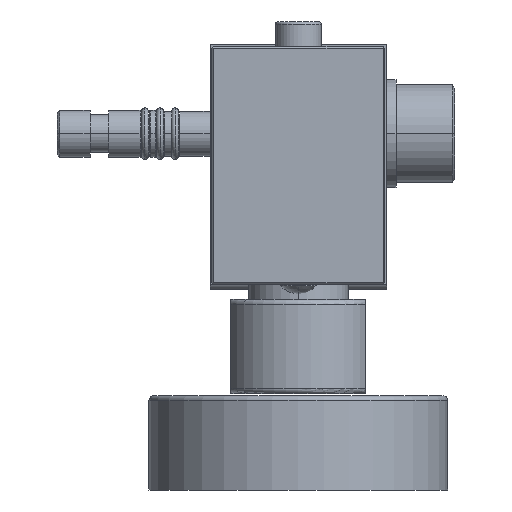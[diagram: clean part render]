
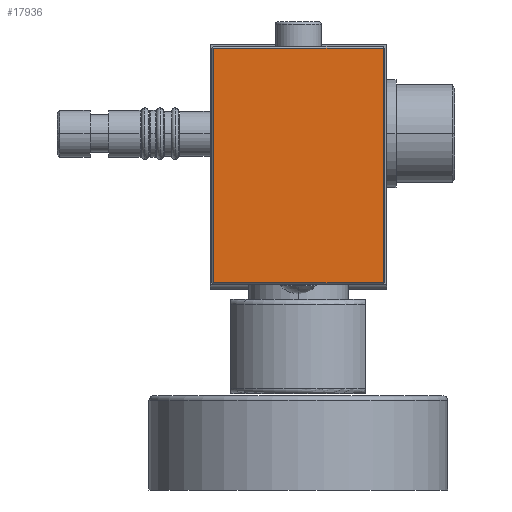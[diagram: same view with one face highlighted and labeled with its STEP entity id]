
A CAD part, left-side view. The second image highlights one B-rep face of the part: STEP entity #17936.
In plain terms, the highlighted planar face has unit normal (-1, 0, 0).
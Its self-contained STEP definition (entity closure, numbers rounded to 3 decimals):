
#15074=DIRECTION('',(0.,0.,-1.));
#15075=VECTOR('',#15074,49.9);
#15076=CARTESIAN_POINT('',(-139.4,18.05,18.2));
#15077=LINE('',#15076,#15075);
#15078=DIRECTION('',(0.,1.,0.));
#15079=VECTOR('',#15078,36.1);
#15080=CARTESIAN_POINT('',(-139.4,-18.05,18.2));
#15081=LINE('',#15080,#15079);
#15082=DIRECTION('',(0.,0.,1.));
#15083=VECTOR('',#15082,49.9);
#15084=CARTESIAN_POINT('',(-139.4,-18.05,-31.7));
#15085=LINE('',#15084,#15083);
#15086=DIRECTION('',(0.,-1.,0.));
#15087=VECTOR('',#15086,36.1);
#15088=CARTESIAN_POINT('',(-139.4,18.05,-31.7));
#15089=LINE('',#15088,#15087);
#16590=CARTESIAN_POINT('',(-139.4,18.05,18.2));
#16591=CARTESIAN_POINT('',(-139.4,18.05,-31.7));
#16592=VERTEX_POINT('',#16590);
#16593=VERTEX_POINT('',#16591);
#16594=CARTESIAN_POINT('',(-139.4,-18.05,-31.7));
#16595=VERTEX_POINT('',#16594);
#16596=CARTESIAN_POINT('',(-139.4,-18.05,18.2));
#16597=VERTEX_POINT('',#16596);
#17925=CARTESIAN_POINT('',(-139.4,0.,-6.75));
#17926=DIRECTION('',(-1.,0.,0.));
#17927=DIRECTION('',(0.,1.,0.));
#17928=AXIS2_PLACEMENT_3D('',#17925,#17926,#17927);
#17929=PLANE('',#17928);
#17930=ORIENTED_EDGE('',*,*,#17910,.F.);
#17931=ORIENTED_EDGE('',*,*,#17841,.F.);
#17932=ORIENTED_EDGE('',*,*,#17867,.F.);
#17933=ORIENTED_EDGE('',*,*,#17890,.F.);
#17934=EDGE_LOOP('',(#17930,#17931,#17932,#17933));
#17935=FACE_OUTER_BOUND('',#17934,.F.);
#17936=ADVANCED_FACE('',(#17935),#17929,.T.);
#17841=EDGE_CURVE('',#16597,#16592,#15081,.T.);
#17867=EDGE_CURVE('',#16595,#16597,#15085,.T.);
#17890=EDGE_CURVE('',#16593,#16595,#15089,.T.);
#17910=EDGE_CURVE('',#16592,#16593,#15077,.T.);
